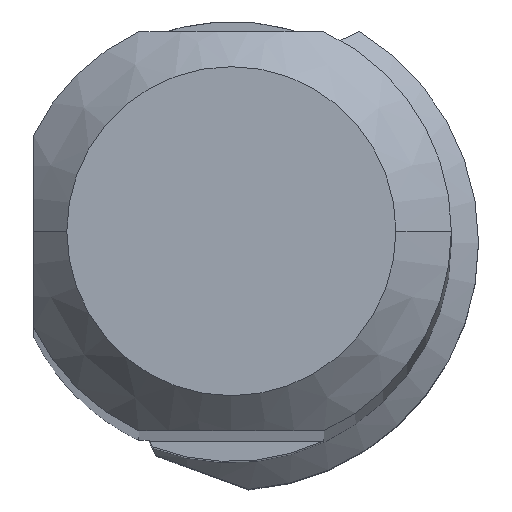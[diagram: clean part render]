
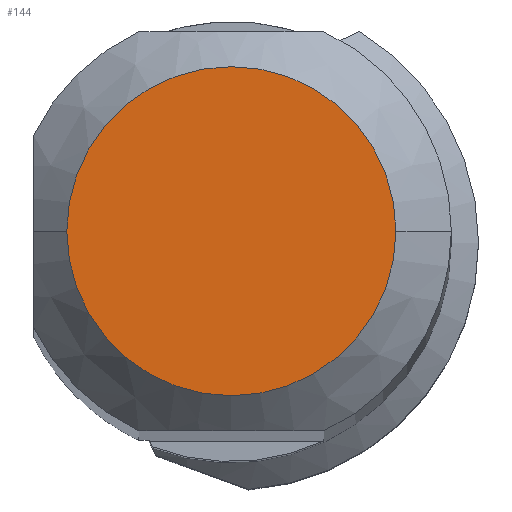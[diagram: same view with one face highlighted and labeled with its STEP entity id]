
A CAD part, top view. The second image highlights one B-rep face of the part: STEP entity #144.
In plain terms, the highlighted planar face has unit normal (0, 0, 1).
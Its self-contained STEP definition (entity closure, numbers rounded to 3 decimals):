
#79=PLANE('',#1236);
#144=ADVANCED_FACE('',(#228),#79,.T.);
#228=FACE_OUTER_BOUND('',#287,.T.);
#287=EDGE_LOOP('',(#625,#626,#627));
#625=ORIENTED_EDGE('',*,*,#982,.F.);
#626=ORIENTED_EDGE('',*,*,#981,.F.);
#627=ORIENTED_EDGE('',*,*,#975,.F.);
#841=VERTEX_POINT('',#1934);
#842=VERTEX_POINT('',#1936);
#844=VERTEX_POINT('',#1955);
#975=EDGE_CURVE('',#841,#842,#1076,.T.);
#981=EDGE_CURVE('',#842,#844,#1078,.T.);
#982=EDGE_CURVE('',#844,#841,#1079,.T.);
#1076=CIRCLE('',#1229,2.969);
#1078=CIRCLE('',#1233,2.969);
#1079=CIRCLE('',#1234,2.969);
#1229=AXIS2_PLACEMENT_3D('',#1935,#1464,#1465);
#1233=AXIS2_PLACEMENT_3D('',#1954,#1474,#1475);
#1234=AXIS2_PLACEMENT_3D('',#1956,#1476,#1477);
#1236=AXIS2_PLACEMENT_3D('',#1958,#1480,#1481);
#1464=DIRECTION('',(0.,0.,-1.));
#1465=DIRECTION('',(-1.,0.,0.));
#1474=DIRECTION('',(0.,0.,-1.));
#1475=DIRECTION('',(1.,0.,0.));
#1476=DIRECTION('',(0.,0.,-1.));
#1477=DIRECTION('',(0.,-1.,0.));
#1480=DIRECTION('',(0.,0.,1.));
#1481=DIRECTION('',(-1.,0.,0.));
#1934=CARTESIAN_POINT('',(-2.969,0.,0.));
#1935=CARTESIAN_POINT('',(0.,0.,0.));
#1936=CARTESIAN_POINT('',(2.969,0.,0.));
#1954=CARTESIAN_POINT('',(0.,0.,0.));
#1955=CARTESIAN_POINT('',(0.,-2.969,0.));
#1956=CARTESIAN_POINT('',(0.,0.,0.));
#1958=CARTESIAN_POINT('',(0.,0.,0.));
